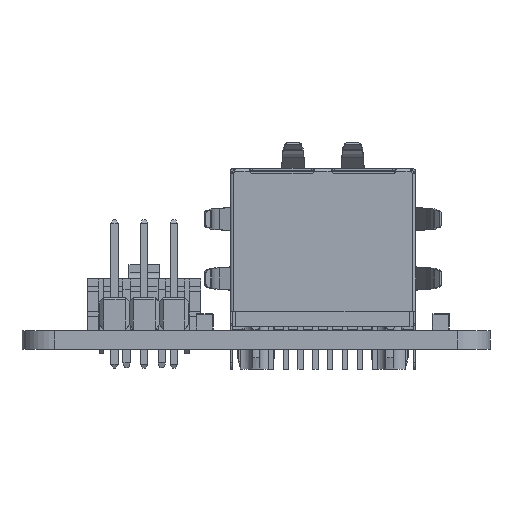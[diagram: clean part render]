
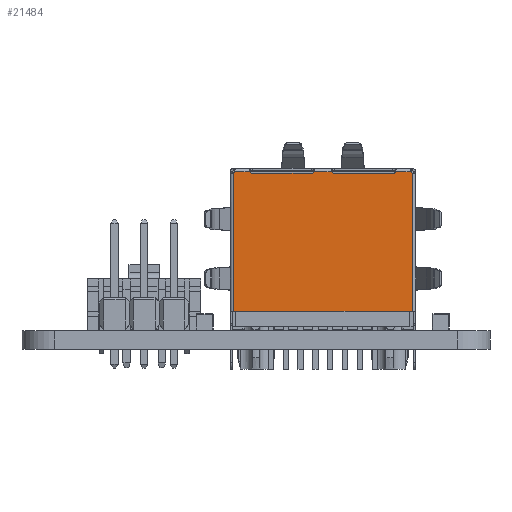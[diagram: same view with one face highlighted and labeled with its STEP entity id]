
A CAD part, left-side view. The second image highlights one B-rep face of the part: STEP entity #21484.
In plain terms, the highlighted face is planar.
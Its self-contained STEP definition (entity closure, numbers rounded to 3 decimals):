
#1725=PLANE('',#23086);
#2809=FACE_OUTER_BOUND('',#4076,.T.);
#4076=EDGE_LOOP('',(#17938,#17939,#17940,#17941,#17942,#17943,#17944,#17945,
#17946,#17947,#17948,#17949,#17950,#17951));
#4909=CIRCLE('',#23071,0.261);
#4910=CIRCLE('',#23073,0.261);
#4913=CIRCLE('',#23077,0.261);
#4914=CIRCLE('',#23079,0.261);
#4918=CIRCLE('',#23085,0.261);
#4919=CIRCLE('',#23087,0.261);
#6298=LINE('',#35012,#8660);
#6304=LINE('',#35107,#8666);
#6315=LINE('',#35309,#8677);
#6333=LINE('',#35400,#8695);
#6334=LINE('',#35402,#8696);
#6335=LINE('',#35404,#8697);
#6336=LINE('',#35405,#8698);
#6337=LINE('',#35406,#8699);
#8660=VECTOR('',#26938,1.);
#8666=VECTOR('',#26952,1.);
#8677=VECTOR('',#26967,1.);
#8695=VECTOR('',#27021,1.);
#8696=VECTOR('',#27024,1.);
#8697=VECTOR('',#27025,1.);
#8698=VECTOR('',#27026,1.);
#8699=VECTOR('',#27027,1.);
#10206=VERTEX_POINT('',#31200);
#10216=VERTEX_POINT('',#31278);
#10911=VERTEX_POINT('',#35009);
#10912=VERTEX_POINT('',#35011);
#10919=VERTEX_POINT('',#35068);
#10920=VERTEX_POINT('',#35106);
#10929=VERTEX_POINT('',#35233);
#10930=VERTEX_POINT('',#35271);
#10935=VERTEX_POINT('',#35366);
#10938=VERTEX_POINT('',#35374);
#10939=VERTEX_POINT('',#35378);
#10943=VERTEX_POINT('',#35393);
#10945=VERTEX_POINT('',#35399);
#10946=VERTEX_POINT('',#35403);
#13407=EDGE_CURVE('',#10912,#10911,#6298,.T.);
#13418=EDGE_CURVE('',#10919,#10920,#6304,.T.);
#13434=EDGE_CURVE('',#10930,#10929,#6315,.T.);
#13444=EDGE_CURVE('',#10920,#10206,#4909,.T.);
#13446=EDGE_CURVE('',#10935,#10919,#4910,.T.);
#13449=EDGE_CURVE('',#10929,#10938,#4913,.T.);
#13452=EDGE_CURVE('',#10939,#10930,#4914,.T.);
#13460=EDGE_CURVE('',#10912,#10943,#4918,.T.);
#13463=EDGE_CURVE('',#10939,#10945,#6333,.T.);
#13464=EDGE_CURVE('',#10216,#10945,#4919,.T.);
#13465=EDGE_CURVE('',#10943,#10216,#6334,.T.);
#13466=EDGE_CURVE('',#10911,#10946,#6335,.T.);
#13467=EDGE_CURVE('',#10206,#10946,#6336,.T.);
#13468=EDGE_CURVE('',#10938,#10935,#6337,.T.);
#17938=ORIENTED_EDGE('',*,*,#13463,.T.);
#17939=ORIENTED_EDGE('',*,*,#13464,.F.);
#17940=ORIENTED_EDGE('',*,*,#13465,.F.);
#17941=ORIENTED_EDGE('',*,*,#13460,.F.);
#17942=ORIENTED_EDGE('',*,*,#13407,.T.);
#17943=ORIENTED_EDGE('',*,*,#13466,.T.);
#17944=ORIENTED_EDGE('',*,*,#13467,.F.);
#17945=ORIENTED_EDGE('',*,*,#13444,.F.);
#17946=ORIENTED_EDGE('',*,*,#13418,.F.);
#17947=ORIENTED_EDGE('',*,*,#13446,.F.);
#17948=ORIENTED_EDGE('',*,*,#13468,.F.);
#17949=ORIENTED_EDGE('',*,*,#13449,.F.);
#17950=ORIENTED_EDGE('',*,*,#13434,.F.);
#17951=ORIENTED_EDGE('',*,*,#13452,.F.);
#21484=ADVANCED_FACE('',(#2809),#1725,.T.);
#23071=AXIS2_PLACEMENT_3D('',#35364,#26980,#26981);
#23073=AXIS2_PLACEMENT_3D('',#35369,#26985,#26986);
#23077=AXIS2_PLACEMENT_3D('',#35375,#26993,#26994);
#23079=AXIS2_PLACEMENT_3D('',#35381,#26999,#27000);
#23085=AXIS2_PLACEMENT_3D('',#35394,#27015,#27016);
#23086=AXIS2_PLACEMENT_3D('',#35398,#27019,#27020);
#23087=AXIS2_PLACEMENT_3D('',#35401,#27022,#27023);
#26938=DIRECTION('',(0.,0.,1.));
#26952=DIRECTION('',(1.,0.,0.));
#26967=DIRECTION('',(1.,0.,0.));
#26980=DIRECTION('center_axis',(0.,1.,0.));
#26981=DIRECTION('ref_axis',(0.,0.,1.));
#26985=DIRECTION('center_axis',(0.,1.,0.));
#26986=DIRECTION('ref_axis',(0.,0.,1.));
#26993=DIRECTION('center_axis',(0.,1.,0.));
#26994=DIRECTION('ref_axis',(0.,0.,1.));
#26999=DIRECTION('center_axis',(0.,1.,0.));
#27000=DIRECTION('ref_axis',(0.,0.,1.));
#27015=DIRECTION('center_axis',(0.,1.,0.));
#27016=DIRECTION('ref_axis',(0.,0.,1.));
#27019=DIRECTION('center_axis',(0.,1.,0.));
#27020=DIRECTION('ref_axis',(0.,0.,1.));
#27021=DIRECTION('',(-1.,0.,0.));
#27022=DIRECTION('center_axis',(0.,1.,0.));
#27023=DIRECTION('ref_axis',(0.,0.,1.));
#27024=DIRECTION('',(1.,0.,0.));
#27025=DIRECTION('',(1.,0.,0.));
#27026=DIRECTION('',(0.,0.,1.));
#27027=DIRECTION('',(1.,0.,0.));
#31200=CARTESIAN_POINT('',(7.64,10.92,-6.475));
#31278=CARTESIAN_POINT('',(-6.215,10.92,-6.57));
#35009=CARTESIAN_POINT('',(-7.64,10.92,5.33));
#35011=CARTESIAN_POINT('',(-7.64,10.92,-6.475));
#35012=CARTESIAN_POINT('',(-7.64,10.92,-6.87));
#35068=CARTESIAN_POINT('',(6.215,10.92,-6.57));
#35106=CARTESIAN_POINT('',(7.545,10.92,-6.57));
#35107=CARTESIAN_POINT('',(-7.64,10.92,-6.57));
#35233=CARTESIAN_POINT('',(0.785,10.92,-6.57));
#35271=CARTESIAN_POINT('',(-0.785,10.92,-6.57));
#35309=CARTESIAN_POINT('',(-7.64,10.92,-6.57));
#35364=CARTESIAN_POINT('Origin',(7.77,10.92,-6.7));
#35366=CARTESIAN_POINT('',(5.989,10.92,-6.44));
#35369=CARTESIAN_POINT('Origin',(5.989,10.92,-6.7));
#35374=CARTESIAN_POINT('',(1.011,10.92,-6.44));
#35375=CARTESIAN_POINT('Origin',(1.011,10.92,-6.7));
#35378=CARTESIAN_POINT('',(-1.011,10.92,-6.44));
#35381=CARTESIAN_POINT('Origin',(-1.011,10.92,-6.7));
#35393=CARTESIAN_POINT('',(-7.545,10.92,-6.57));
#35394=CARTESIAN_POINT('Origin',(-7.77,10.92,-6.7));
#35398=CARTESIAN_POINT('Origin',(-7.64,10.92,-6.87));
#35399=CARTESIAN_POINT('',(-5.989,10.92,-6.44));
#35400=CARTESIAN_POINT('',(-7.64,10.92,-6.44));
#35401=CARTESIAN_POINT('Origin',(-5.989,10.92,-6.7));
#35402=CARTESIAN_POINT('',(-7.64,10.92,-6.57));
#35403=CARTESIAN_POINT('',(7.64,10.92,5.33));
#35404=CARTESIAN_POINT('',(-7.64,10.92,5.33));
#35405=CARTESIAN_POINT('',(7.64,10.92,-6.87));
#35406=CARTESIAN_POINT('',(-7.64,10.92,-6.44));
